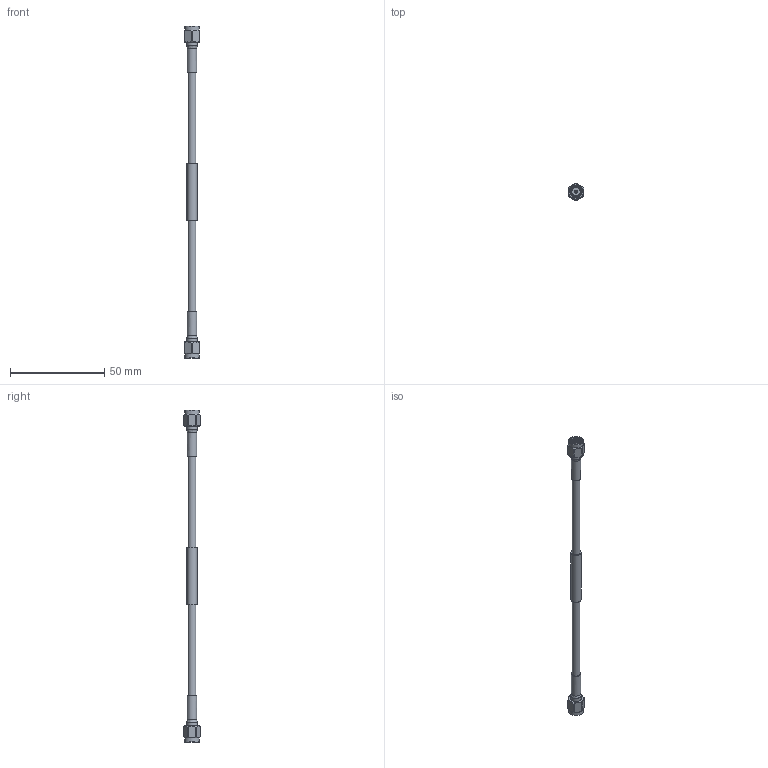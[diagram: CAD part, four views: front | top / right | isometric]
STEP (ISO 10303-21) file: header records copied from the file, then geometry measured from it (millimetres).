
FILE_DESCRIPTION (( 'STEP AP203' ), '1' );
FILE_NAME ('FMCA2155_3D.step', '2022-10-24T17:17:16', ( '' ), ( '' ), 'SwSTEP 2.0', 'SolidWorks 2021', '' );
FILE_SCHEMA (( 'CONFIG_CONTROL_DESIGN' ));
Length unit declared in the file: inch
Products named in the file (3): FMCN1587^FMCA2155_Heat Shrink; FM-F141^FMCA2155_FM141FLEX; FMCA2155_3D
Assembly tree (3 placements, depth 2):
  FMCA2155_3D
    FM-F141^FMCA2155_FM141FLEX
    FMCN1587^FMCA2155_Heat Shrink  x2
Bounding box: 8 x 9.02 x 175.97 mm (x, y, z)
Volume: 3323.4 mm3; surface area: 3415.2 mm2
Topology: 5 solids, 5 shells, 115 faces, 247 edges, 154 vertices
Faces by surface type: cylinder 39, plane 34, cone 30, bspline 8, torus 4
Full cylindrical faces by diameter (mm): 0.762 x2, 0.914 x2, 1 x2, 1.508 x4, 4.14 x2, 4.572 x2, 4.902 x2, 5.41 x1, 5.588 x2, 6.35 x2, 6.623 x2, 7.812 x2
Entity records: 3008 total; most frequent: CARTESIAN_POINT 1563, DIRECTION 240, ORIENTED_EDGE 188, AXIS2_PLACEMENT_3D 114, EDGE_CURVE 94, EDGE_LOOP 93, FACE_OUTER_BOUND 77, VERTEX_POINT 71
